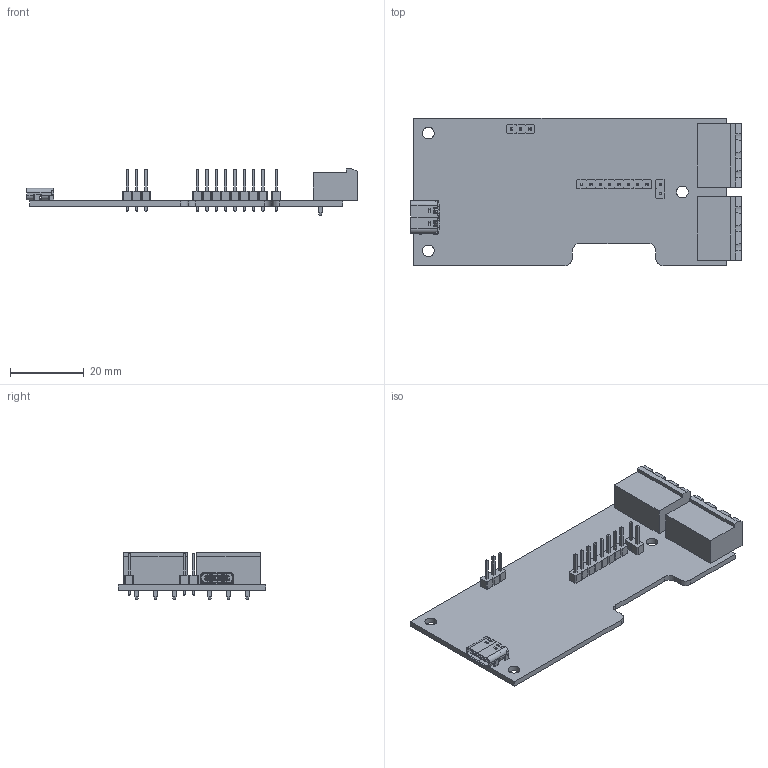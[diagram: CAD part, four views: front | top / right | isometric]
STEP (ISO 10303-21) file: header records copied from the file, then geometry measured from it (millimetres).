
FILE_DESCRIPTION(('KiCad electronic assembly'),'2;1');
FILE_NAME('wled-controller.step','2025-03-20T20:59:53',('Pcbnew'),( 'Kicad'),'Open CASCADE STEP processor 7.8','KiCad to STEP converter' ,'Unknown');
FILE_SCHEMA(('AUTOMOTIVE_DESIGN { 1 0 10303 214 1 1 1 1 }'));
Length unit declared in the file: millimetre
Products named in the file (7): wled-controller 1; PinHeader_1x03_P2.54mm_Vertical; PinHeader_1x08_P2.54mm_Vertical; PhoenixContact_MSTBA_2,5_3-G-5,08_1x03_P5.08mm_Horizontal; USB_C_Receptacle_GCT_USB4105-xx-A_16P_TopMnt_Horizontal; PinHeader_1x02_P2.54mm_Vertical; wled-controller_PCB
Assembly tree (7 placements, depth 2):
  wled-controller 1
    PinHeader_1x03_P2.54mm_Vertical
    PinHeader_1x08_P2.54mm_Vertical
    PhoenixContact_MSTBA_2,5_3-G-5,08_1x03_P5.08mm_Horizontal  x2
    USB_C_Receptacle_GCT_USB4105-xx-A_16P_TopMnt_Horizontal
    PinHeader_1x02_P2.54mm_Vertical
    wled-controller_PCB
Bounding box: 89.78 x 40 x 12.6 mm (x, y, z)
Volume: 7031.5 mm3; surface area: 10942.7 mm2
Topology: 42 solids, 42 shells, 1200 faces, 2948 edges, 1860 vertices
Faces by surface type: plane 1010, cylinder 182, cone 8
Full cylindrical faces by diameter (mm): 0.5 x2, 0.65 x2, 1 x13, 1.4 x6, 3.2 x3
Entity records: 40128 total; most frequent: CARTESIAN_POINT 5692, ORIENTED_EDGE 5476, DIRECTION 5330, EDGE_CURVE 2738, LINE 2362, VECTOR 2362, VERTEX_POINT 1730, AXIS2_PLACEMENT_3D 1484
